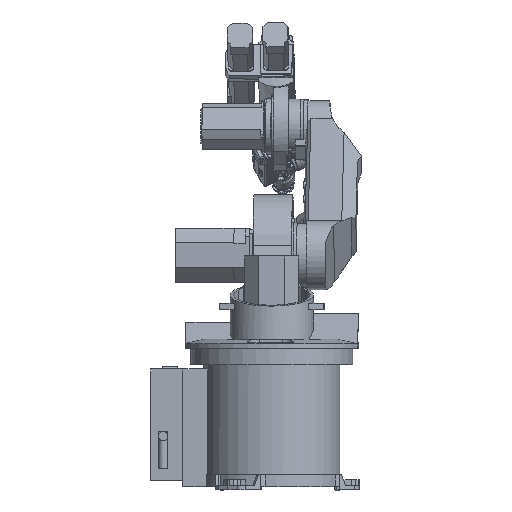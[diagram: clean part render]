
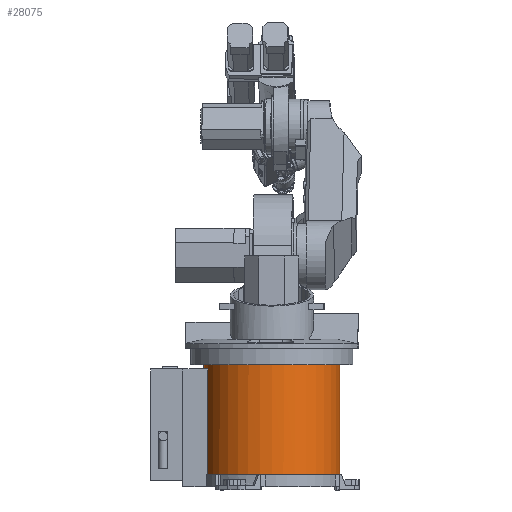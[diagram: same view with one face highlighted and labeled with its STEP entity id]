
A CAD part, front view. The second image highlights one B-rep face of the part: STEP entity #28075.
In plain terms, the highlighted cylindrical face has radius 196 mm (diameter 392 mm), a full revolution.
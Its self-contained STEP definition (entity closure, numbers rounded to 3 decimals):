
#1616=CYLINDRICAL_SURFACE('',#29673,196.);
#1893=CIRCLE('',#29674,196.);
#1894=CIRCLE('',#29675,196.);
#1895=CIRCLE('',#29676,196.);
#1896=CIRCLE('',#29677,196.);
#1897=CIRCLE('',#29678,196.);
#2584=FACE_OUTER_BOUND('',#4144,.T.);
#4144=EDGE_LOOP('',(#18605,#18606,#18607,#18608,#18609,#18610,#18611,#18612,
#18613));
#5906=LINE('',#39297,#8712);
#5907=LINE('',#39304,#8713);
#5908=LINE('',#39308,#8714);
#8712=VECTOR('',#31979,316.);
#8713=VECTOR('',#31986,304.);
#8714=VECTOR('',#31989,304.);
#11540=VERTEX_POINT('',#39295);
#11541=VERTEX_POINT('',#39296);
#11542=VERTEX_POINT('',#39298);
#11543=VERTEX_POINT('',#39301);
#11544=VERTEX_POINT('',#39303);
#11545=VERTEX_POINT('',#39305);
#11546=VERTEX_POINT('',#39307);
#14353=EDGE_CURVE('',#11540,#11541,#5906,.T.);
#14354=EDGE_CURVE('',#11542,#11540,#1893,.T.);
#14355=EDGE_CURVE('',#11540,#11542,#1894,.T.);
#14356=EDGE_CURVE('',#11541,#11543,#1895,.F.);
#14357=EDGE_CURVE('',#11544,#11543,#5907,.T.);
#14358=EDGE_CURVE('',#11545,#11544,#1896,.T.);
#14359=EDGE_CURVE('',#11546,#11545,#5908,.T.);
#14360=EDGE_CURVE('',#11546,#11541,#1897,.F.);
#18605=ORIENTED_EDGE('',*,*,#14353,.F.);
#18606=ORIENTED_EDGE('',*,*,#14354,.F.);
#18607=ORIENTED_EDGE('',*,*,#14355,.F.);
#18608=ORIENTED_EDGE('',*,*,#14353,.T.);
#18609=ORIENTED_EDGE('',*,*,#14356,.T.);
#18610=ORIENTED_EDGE('',*,*,#14357,.F.);
#18611=ORIENTED_EDGE('',*,*,#14358,.F.);
#18612=ORIENTED_EDGE('',*,*,#14359,.F.);
#18613=ORIENTED_EDGE('',*,*,#14360,.T.);
#28075=ADVANCED_FACE('',(#2584),#1616,.T.);
#29673=AXIS2_PLACEMENT_3D('',#39294,#31977,#31978);
#29674=AXIS2_PLACEMENT_3D('',#39299,#31980,#31981);
#29675=AXIS2_PLACEMENT_3D('',#39300,#31982,#31983);
#29676=AXIS2_PLACEMENT_3D('',#39302,#31984,#31985);
#29677=AXIS2_PLACEMENT_3D('',#39306,#31987,#31988);
#29678=AXIS2_PLACEMENT_3D('',#39309,#31990,#31991);
#31977=DIRECTION('center_axis',(0.,0.,1.));
#31978=DIRECTION('ref_axis',(1.,0.,0.));
#31979=DIRECTION('',(0.,0.,-1.));
#31980=DIRECTION('center_axis',(0.,0.,1.));
#31981=DIRECTION('ref_axis',(1.,0.,0.));
#31982=DIRECTION('center_axis',(0.,0.,1.));
#31983=DIRECTION('ref_axis',(1.,0.,0.));
#31984=DIRECTION('center_axis',(0.,0.,-1.));
#31985=DIRECTION('ref_axis',(1.,0.,0.));
#31986=DIRECTION('',(0.,0.,-1.));
#31987=DIRECTION('center_axis',(0.,0.,-1.));
#31988=DIRECTION('ref_axis',(1.,0.,0.));
#31989=DIRECTION('',(0.,0.,1.));
#31990=DIRECTION('center_axis',(0.,0.,-1.));
#31991=DIRECTION('ref_axis',(1.,0.,0.));
#39294=CARTESIAN_POINT('Origin',(0.,0.,18.2));
#39295=CARTESIAN_POINT('',(196.,0.,350.));
#39296=CARTESIAN_POINT('',(196.,0.,34.));
#39297=CARTESIAN_POINT('',(196.,0.,350.));
#39298=CARTESIAN_POINT('',(-196.,0.,350.));
#39299=CARTESIAN_POINT('Origin',(0.,0.,350.));
#39300=CARTESIAN_POINT('Origin',(0.,0.,350.));
#39301=CARTESIAN_POINT('',(-184.554,66.,34.));
#39302=CARTESIAN_POINT('Origin',(0.,0.,34.));
#39303=CARTESIAN_POINT('',(-184.554,66.,338.));
#39304=CARTESIAN_POINT('',(-184.554,66.,18.2));
#39305=CARTESIAN_POINT('',(-184.554,-66.,338.));
#39306=CARTESIAN_POINT('Origin',(0.,0.,338.));
#39307=CARTESIAN_POINT('',(-184.554,-66.,34.));
#39308=CARTESIAN_POINT('',(-184.554,-66.,18.2));
#39309=CARTESIAN_POINT('Origin',(0.,0.,34.));
